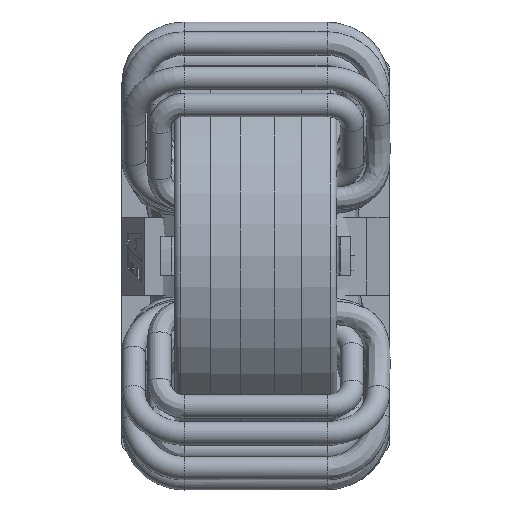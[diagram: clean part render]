
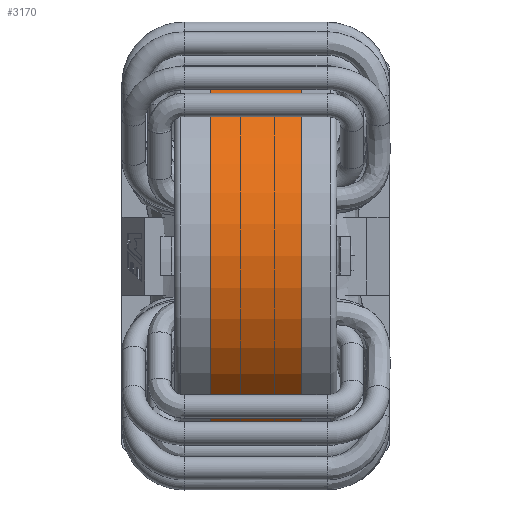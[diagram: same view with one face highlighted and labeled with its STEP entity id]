
A CAD part, top view. The second image highlights one B-rep face of the part: STEP entity #3170.
In plain terms, the highlighted cylindrical face has radius 14.155 mm (diameter 28.31 mm), a full revolution.
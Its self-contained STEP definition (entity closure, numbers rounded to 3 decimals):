
#3170=ADVANCED_FACE('',(#7100,#7101),#7102,.T.);
#3176=EDGE_CURVE('',#7112,#7112,#7113,.T.);
#3180=EDGE_CURVE('',#7118,#7118,#7119,.T.);
#7100=FACE_OUTER_BOUND('',#18574,.T.);
#7101=FACE_OUTER_BOUND('',#18575,.T.);
#7102=CYLINDRICAL_SURFACE('',#18576,14.155);
#7112=VERTEX_POINT('',#18587);
#7113=CIRCLE('',#18588,14.155);
#7118=VERTEX_POINT('',#18595);
#7119=CIRCLE('',#18596,14.155);
#18574=EDGE_LOOP('',(#37972));
#18575=EDGE_LOOP('',(#37973));
#18576=AXIS2_PLACEMENT_3D('',#37974,#37975,#37976);
#18587=CARTESIAN_POINT('',(4.,-26.655,17.5));
#18588=AXIS2_PLACEMENT_3D('',#37989,#37990,#37991);
#18595=CARTESIAN_POINT('',(11.,-26.655,17.5));
#18596=AXIS2_PLACEMENT_3D('',#37995,#37996,#37997);
#37972=ORIENTED_EDGE('',*,*,#3180,.F.);
#37973=ORIENTED_EDGE('',*,*,#3176,.T.);
#37974=CARTESIAN_POINT('',(4.,-12.5,17.5));
#37975=DIRECTION('',(1.0,0.,0.0));
#37976=DIRECTION('',(0.0,0.0,1.0));
#37989=CARTESIAN_POINT('',(4.,-12.5,17.5));
#37990=DIRECTION('',(1.0,0.,0.0));
#37991=DIRECTION('',(0.,-1.0,0.0));
#37995=CARTESIAN_POINT('',(11.,-12.5,17.5));
#37996=DIRECTION('',(1.0,0.,0.0));
#37997=DIRECTION('',(0.,-1.0,0.0));
